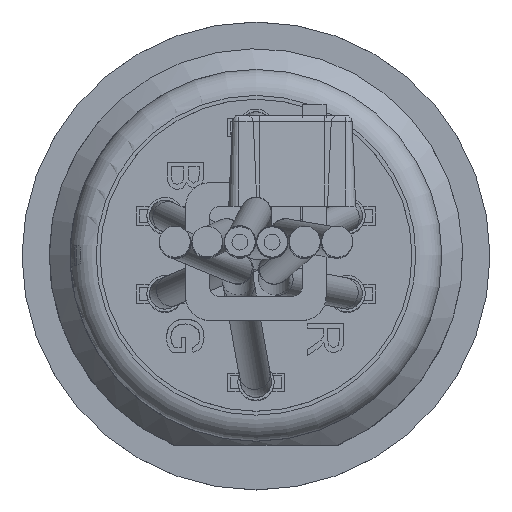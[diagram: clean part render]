
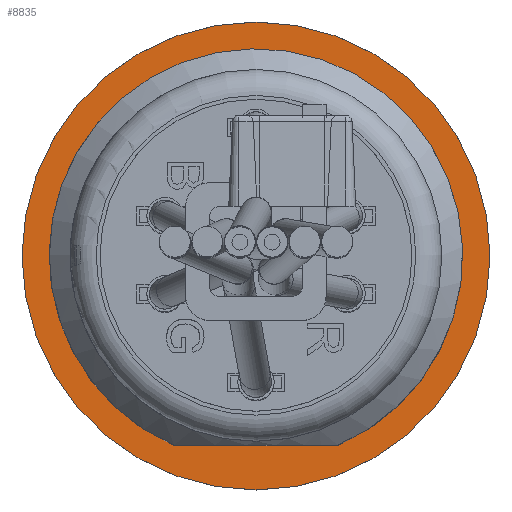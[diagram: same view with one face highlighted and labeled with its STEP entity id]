
A CAD part, top view. The second image highlights one B-rep face of the part: STEP entity #8835.
In plain terms, the highlighted planar face has unit normal (0, 0, 1).
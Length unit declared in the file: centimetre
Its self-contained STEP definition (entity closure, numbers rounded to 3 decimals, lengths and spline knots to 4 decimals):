
#336=FACE_BOUND('',#2092,.T.);
#510=PLANE('',#9664);
#944=CIRCLE('',#9665,0.9);
#945=CIRCLE('',#9666,0.73);
#1526=FACE_OUTER_BOUND('',#2091,.T.);
#2091=EDGE_LOOP('',(#7742));
#2092=EDGE_LOOP('',(#7743));
#4353=VERTEX_POINT('',#16336);
#4354=VERTEX_POINT('',#16338);
#5526=EDGE_CURVE('',#4353,#4353,#944,.T.);
#5527=EDGE_CURVE('',#4354,#4354,#945,.T.);
#7742=ORIENTED_EDGE('',*,*,#5526,.F.);
#7743=ORIENTED_EDGE('',*,*,#5527,.F.);
#8835=ADVANCED_FACE('',(#1526,#336),#510,.F.);
#9664=AXIS2_PLACEMENT_3D('',#16335,#11649,#11650);
#9665=AXIS2_PLACEMENT_3D('',#16337,#11651,#11652);
#9666=AXIS2_PLACEMENT_3D('',#16339,#11653,#11654);
#11649=DIRECTION('center_axis',(0.,0.,
-1.));
#11650=DIRECTION('ref_axis',(0.,-1.,0.));
#11651=DIRECTION('center_axis',(0.,0.,
-1.));
#11652=DIRECTION('ref_axis',(1.,0.,0.));
#11653=DIRECTION('center_axis',(0.,0.,
1.));
#11654=DIRECTION('ref_axis',(0.,-1.,0.));
#16335=CARTESIAN_POINT('Origin',(0.,0.,
-2.));
#16336=CARTESIAN_POINT('',(-0.9,0.,-2.));
#16337=CARTESIAN_POINT('Origin',(0.,0.,
-2.));
#16338=CARTESIAN_POINT('',(0.,0.73,-2.));
#16339=CARTESIAN_POINT('Origin',(0.,0.,
-2.));
